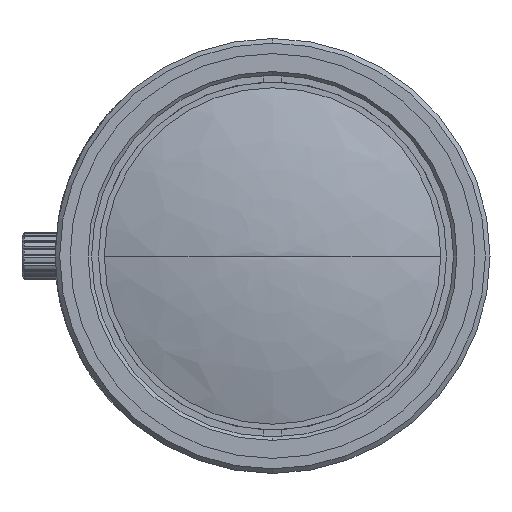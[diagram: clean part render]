
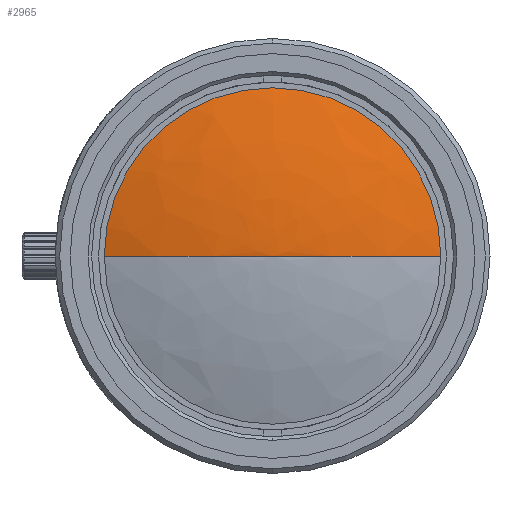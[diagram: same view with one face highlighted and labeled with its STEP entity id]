
A CAD part, left-side view. The second image highlights one B-rep face of the part: STEP entity #2965.
In plain terms, the highlighted free-form (B-spline) face has degree [3, 3] with [4, 4] control points.
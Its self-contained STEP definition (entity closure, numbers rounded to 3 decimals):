
#2965 = ADVANCED_FACE ( 'NONE', ( #47691 ), #28031, .F. ) ;
#3423 = EDGE_CURVE ( 'NONE', #38353, #4546, #17663, .T. ) ;
#3496 = DIRECTION ( 'NONE',  ( -1., 0., 0. ) ) ;
#4526 = CARTESIAN_POINT ( 'NONE',  ( 1.547, 10.04, 20.08 ) ) ;
#4546 = VERTEX_POINT ( 'NONE', #64684 ) ;
#5426 = AXIS2_PLACEMENT_3D ( 'NONE', #16972, #38213, #59458 ) ;
#5956 = CARTESIAN_POINT ( 'NONE',  ( 50.644, 0., 0. ) ) ;
#6271 = DIRECTION ( 'NONE',  ( 0., 0., -1. ) ) ;
#10460 = CARTESIAN_POINT ( 'NONE',  ( 0.786, 0., 0. ) ) ;
#10758 = ORIENTED_EDGE ( 'NONE', *, *, #53065, .T. ) ;
#10800 = CARTESIAN_POINT ( 'NONE',  ( 0.786, -5.049, 10.098 ) ) ;
#13484 = CARTESIAN_POINT ( 'NONE',  ( 0.786, 0., 0. ) ) ;
#14056 = CARTESIAN_POINT ( 'NONE',  ( 1.547, -10.04, 0. ) ) ;
#16011 = CARTESIAN_POINT ( 'NONE',  ( 3.052, 14.86, 0. ) ) ;
#16972 = CARTESIAN_POINT ( 'NONE',  ( 3.052, 0., 0. ) ) ;
#17073 = DIRECTION ( 'NONE',  ( -1., 0., 0. ) ) ;
#17446 = DIRECTION ( 'NONE',  ( -1., 0., 0. ) ) ;
#17663 = CIRCLE ( 'NONE', #5426, 14.86 ) ;
#19798 = EDGE_CURVE ( 'NONE', #4546, #28895, #51105, .T. ) ;
#21118 = AXIS2_PLACEMENT_3D ( 'NONE', #46315, #3496, #61653 ) ;
#21935 = CARTESIAN_POINT ( 'NONE',  ( 0.786, 0., 0. ) ) ;
#26828 = CARTESIAN_POINT ( 'NONE',  ( 3.052, 14.86, 29.719 ) ) ;
#27000 = CIRCLE ( 'NONE', #54759, 49.858 ) ;
#28031 =( BOUNDED_SURFACE ( )  B_SPLINE_SURFACE ( 3, 3, ( 
 ( #35291, #43161, #10460, #21935 ),
 ( #48036, #42484, #10800, #48381 ),
 ( #68957, #4526, #68615, #14056 ),
 ( #16011, #26828, #37251, #52902 ) ),
 .UNSPECIFIED., .F., .F., .F. ) 
 B_SPLINE_SURFACE_WITH_KNOTS ( ( 4, 4 ),
 ( 4, 4 ),
 ( 0., 1. ),
 ( 0., 1. ),
 .UNSPECIFIED. ) 
 GEOMETRIC_REPRESENTATION_ITEM ( )  RATIONAL_B_SPLINE_SURFACE ( (
 ( 1., 0.333, 0.333, 1.),
 ( 0.992, 0.331, 0.331, 0.992),
 ( 0.992, 0.331, 0.331, 0.992),
 ( 1., 0.333, 0.333, 1.) ) ) 
 REPRESENTATION_ITEM ( '' )  SURFACE ( )  );
#28895 = VERTEX_POINT ( 'NONE', #62290 ) ;
#33034 = ORIENTED_EDGE ( 'NONE', *, *, #3423, .T. ) ;
#35291 = CARTESIAN_POINT ( 'NONE',  ( 0.786, 0., 0. ) ) ;
#35427 = EDGE_CURVE ( 'NONE', #57442, #28895, #27000, .T. ) ;
#37251 = CARTESIAN_POINT ( 'NONE',  ( 3.052, -14.86, 29.719 ) ) ;
#38213 = DIRECTION ( 'NONE',  ( -1., 0., 0. ) ) ;
#38353 = VERTEX_POINT ( 'NONE', #52509 ) ;
#42484 = CARTESIAN_POINT ( 'NONE',  ( 0.786, 5.049, 10.098 ) ) ;
#43161 = CARTESIAN_POINT ( 'NONE',  ( 0.786, 0., 0. ) ) ;
#44228 = CARTESIAN_POINT ( 'NONE',  ( 50.644, 0., 0. ) ) ;
#46315 = CARTESIAN_POINT ( 'NONE',  ( 3.052, 0., 0. ) ) ;
#47691 = FACE_OUTER_BOUND ( 'NONE', #67485, .T. ) ;
#48036 = CARTESIAN_POINT ( 'NONE',  ( 0.786, 5.049, 0. ) ) ;
#48381 = CARTESIAN_POINT ( 'NONE',  ( 0.786, -5.049, 0. ) ) ;
#48434 = AXIS2_PLACEMENT_3D ( 'NONE', #5956, #54687, #17446 ) ;
#49406 = ORIENTED_EDGE ( 'NONE', *, *, #35427, .F. ) ;
#50105 = ORIENTED_EDGE ( 'NONE', *, *, #19798, .T. ) ;
#51105 = CIRCLE ( 'NONE', #21118, 14.86 ) ;
#52509 = CARTESIAN_POINT ( 'NONE',  ( 3.052, -14.86, 0. ) ) ;
#52902 = CARTESIAN_POINT ( 'NONE',  ( 3.052, -14.86, 0. ) ) ;
#53065 = EDGE_CURVE ( 'NONE', #57442, #38353, #60674, .T. ) ;
#54687 = DIRECTION ( 'NONE',  ( 0., 0., 1. ) ) ;
#54759 = AXIS2_PLACEMENT_3D ( 'NONE', #44228, #6271, #17073 ) ;
#57442 = VERTEX_POINT ( 'NONE', #13484 ) ;
#59458 = DIRECTION ( 'NONE',  ( 0., 0., -1. ) ) ;
#60674 = CIRCLE ( 'NONE', #48434, 49.858 ) ;
#61653 = DIRECTION ( 'NONE',  ( 0., 0., -1. ) ) ;
#62290 = CARTESIAN_POINT ( 'NONE',  ( 3.052, 14.86, 0. ) ) ;
#64684 = CARTESIAN_POINT ( 'NONE',  ( 3.052, 0., 14.86 ) ) ;
#67485 = EDGE_LOOP ( 'NONE', ( #49406, #10758, #33034, #50105 ) ) ;
#68615 = CARTESIAN_POINT ( 'NONE',  ( 1.547, -10.04, 20.08 ) ) ;
#68957 = CARTESIAN_POINT ( 'NONE',  ( 1.547, 10.04, 0. ) ) ;
